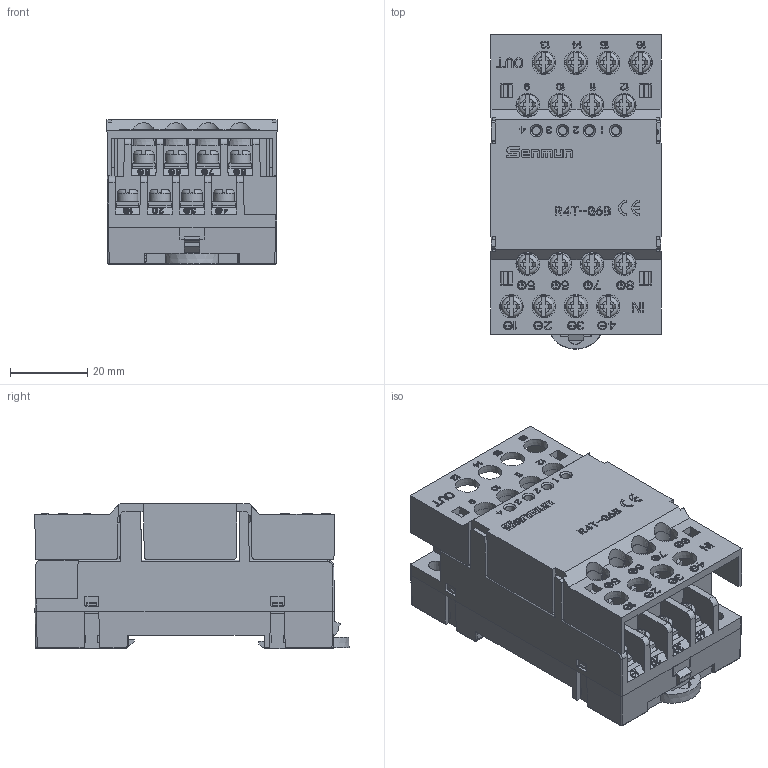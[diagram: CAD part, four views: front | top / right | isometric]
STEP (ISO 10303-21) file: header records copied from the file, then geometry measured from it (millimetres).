
FILE_DESCRIPTION(/* description */ (''),/* implementation_level */ '2;1');
FILE_NAME(/* name */ 'R4T-G6B.stp',/* time_stamp */ '2024-08-14T15:32:59+08:00',/* author */ (''),/* organization */ (''),/* preprocessor_version */ 'ST-DEVELOPER v14',/* originating_system */ 'SIEMENS PLM Software NX 8.0',/* authorisation */ '');
FILE_SCHEMA (('AUTOMOTIVE_DESIGN { 1 0 10303 214 3 1 1 1 }'));
Products named in the file (1): Admi089C3F336mj5
Bounding box: 44.17 x 81.57 x 37.74 mm (x, y, z)
Volume: 64381.6 mm3; surface area: 39382.3 mm2
Topology: 1 solids, 22 shells, 4397 faces, 12489 edges, 8298 vertices
Faces by surface type: plane 4013, cylinder 289, cone 43, bspline 24, torus 18, extrusion 10
Full cylindrical faces by diameter (mm): 1.508 x8, 2 x16, 2.312 x8, 3 x7, 4.12 x2, 5.3 x16
Entity records: 142873 total; most frequent: CARTESIAN_POINT 28765, ORIENTED_EDGE 24722, DIRECTION 21627, EDGE_CURVE 12361, VECTOR 11095, LINE 11085, VERTEX_POINT 8268, AXIS2_PLACEMENT_3D 5266
